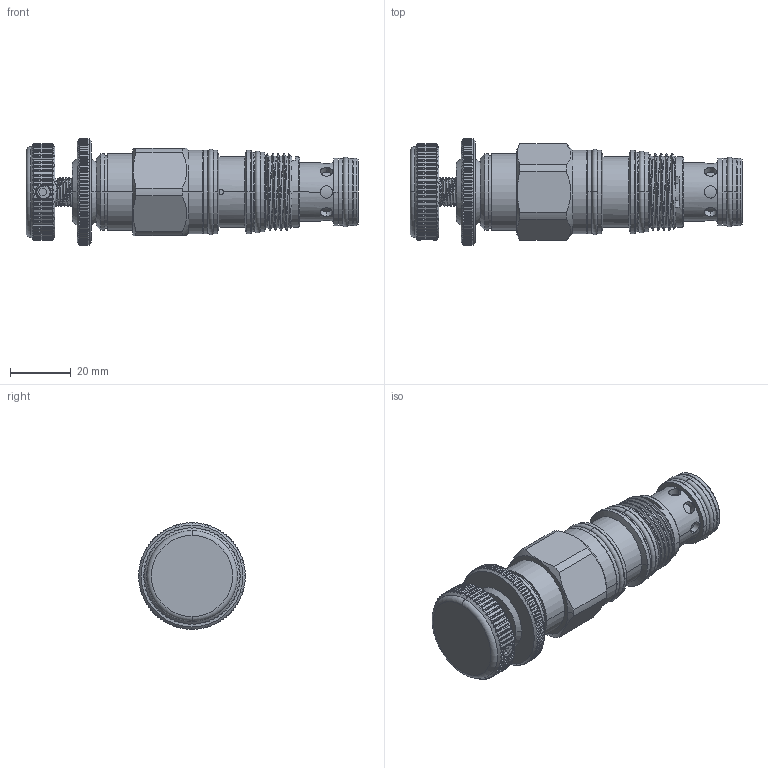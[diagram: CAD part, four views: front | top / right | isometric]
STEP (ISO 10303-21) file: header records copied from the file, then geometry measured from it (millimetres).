
FILE_DESCRIPTION (( 'STEP AP203' ), '1' );
FILE_NAME ('PB2A30(35)-BA.STEP', '2023-11-23T02:44:36', ( '' ), ( '' ), 'SwSTEP 2.0', 'SolidWorks 2018', '' );
FILE_SCHEMA (( 'CONFIG_CONTROL_DESIGN' ));
Products named in the file (1): PB2A30(35)-BA
Bounding box: 108.94 x 35 x 35 mm (x, y, z)
Volume: 55350.5 mm3; surface area: 14621.7 mm2
Topology: 1 solids, 1 shells, 809 faces, 2262 edges, 1490 vertices
Faces by surface type: plane 434, cylinder 294, cone 47, bspline 21, torus 13
Entity records: 44411 total; most frequent: CARTESIAN_POINT 25145, ORIENTED_EDGE 4524, DIRECTION 3385, EDGE_CURVE 2262, VERTEX_POINT 1490, AXIS2_PLACEMENT_3D 1325, B_SPLINE_CURVE_WITH_KNOTS 908, EDGE_LOOP 844
